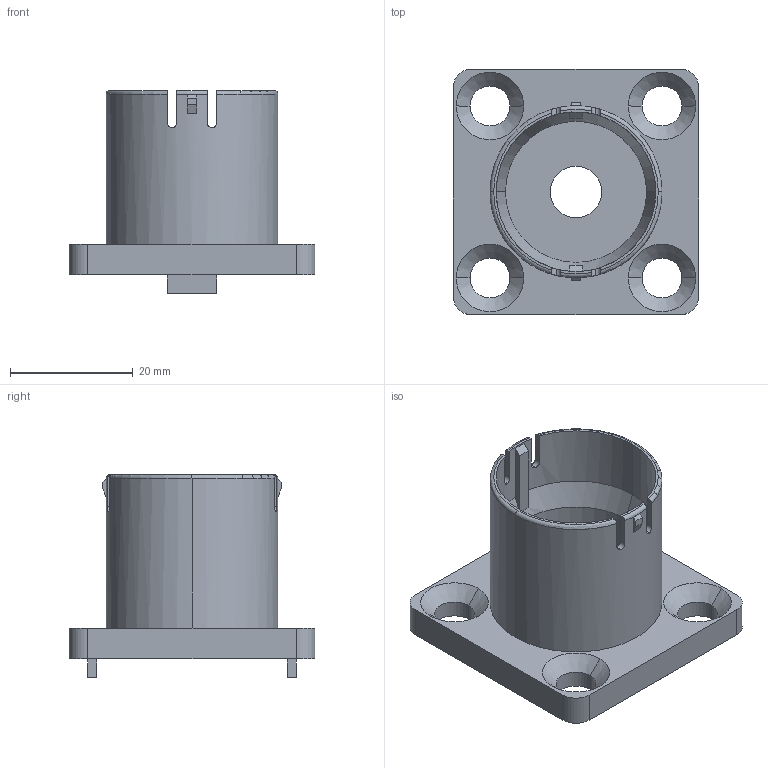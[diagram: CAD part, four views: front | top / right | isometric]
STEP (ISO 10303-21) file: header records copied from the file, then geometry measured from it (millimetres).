
FILE_DESCRIPTION(('FreeCAD Model'),'2;1');
FILE_NAME('Open CASCADE Shape Model','2024-04-03T11:08:36',(''),(''), 'Open CASCADE STEP processor 7.6','FreeCAD','Unknown');
FILE_SCHEMA(('AUTOMOTIVE_DESIGN { 1 0 10303 214 1 1 1 1 }'));
Length unit declared in the file: millimetre
Products named in the file (1): STI8-PC
Bounding box: 40 x 40 x 33 mm (x, y, z)
Volume: 10387.9 mm3; surface area: 8280.9 mm2
Topology: 1 solids, 1 shells, 101 faces, 262 edges, 170 vertices
Faces by surface type: plane 57, cylinder 28, cone 10, torus 6
Entity records: 7892 total; most frequent: CARTESIAN_POINT 2702, DIRECTION 934, LINE 568, VECTOR 568, ORIENTED_EDGE 524, PCURVE 524, DEFINITIONAL_REPRESENTATION 524, EDGE_CURVE 262
